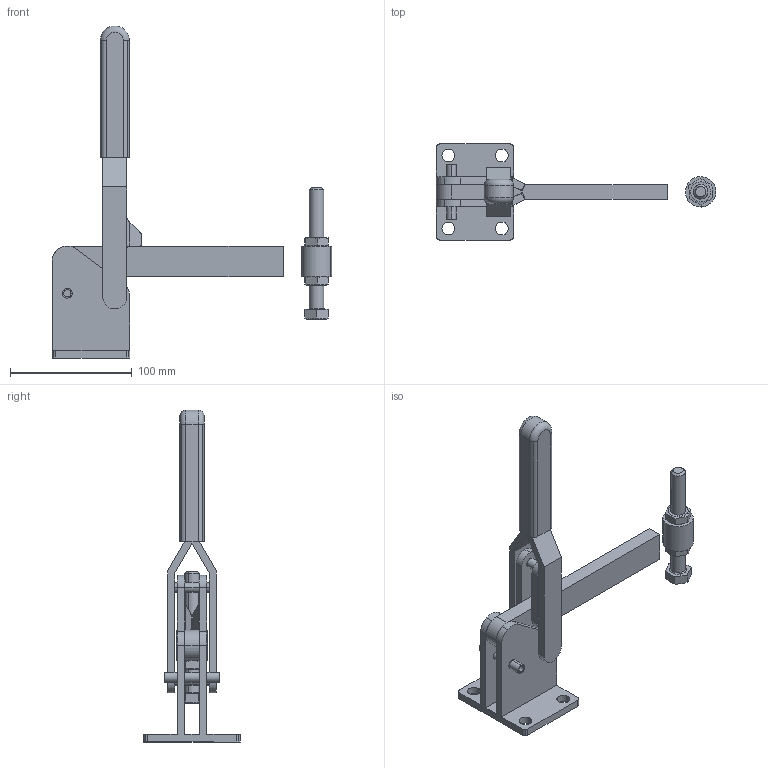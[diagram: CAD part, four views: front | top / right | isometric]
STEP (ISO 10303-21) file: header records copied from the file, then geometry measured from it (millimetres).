
FILE_DESCRIPTION((''),'2;1');
FILE_NAME('MG1B.stp','2006-07-11T15:55:55',('Matthew'),(''),'Autodesk Inventor 8','Autodesk Inventor 8','');
FILE_SCHEMA(('AUTOMOTIVE_DESIGN { 1 0 10303 214 1 1 1 1 }'));
Length unit declared in the file: millimetre
Products named in the file (7): MG1B; MG1B1; MG1B2; MG1B3; MG1B4; MG1B5; MG1B6
Assembly tree (6 placements, depth 2):
  MG1B
    MG1B1
    MG1B2
    MG1B3
    MG1B4
    MG1B5
    MG1B6
Bounding box: 229.99 x 79 x 273 mm (x, y, z)
Volume: 270975.1 mm3; surface area: 89911 mm2
Topology: 6 solids, 6 shells, 214 faces, 576 edges, 384 vertices
Faces by surface type: cylinder 82, plane 67, bspline 55, torus 8, cone 2
Entity records: 8153 total; most frequent: CARTESIAN_POINT 2640, ORIENTED_EDGE 1152, DIRECTION 1086, EDGE_CURVE 576, AXIS2_PLACEMENT_3D 406, VERTEX_POINT 384, VECTOR 274, LINE 274
